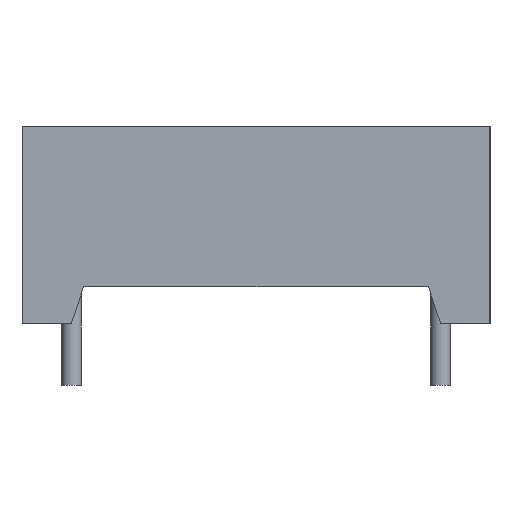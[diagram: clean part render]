
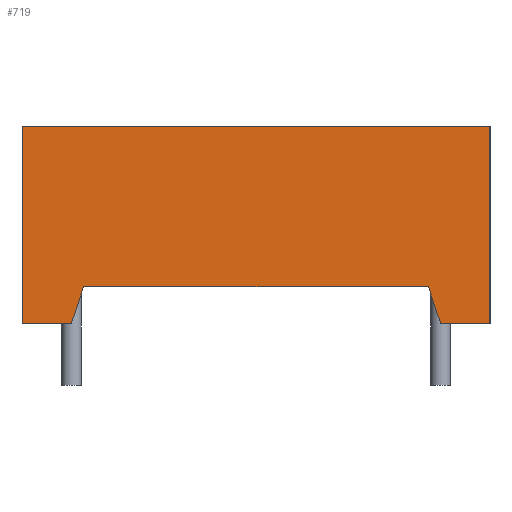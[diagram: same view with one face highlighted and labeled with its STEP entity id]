
A CAD part, left-side view. The second image highlights one B-rep face of the part: STEP entity #719.
In plain terms, the highlighted planar face has unit normal (-1, 0, 0).
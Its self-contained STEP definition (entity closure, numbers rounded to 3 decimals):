
#719=ADVANCED_FACE('',(#1939),#1941,.T.);
#1939=FACE_BOUND('',#1940,.T.);
#1940=EDGE_LOOP('',(#2903,#2904,#2905,#2906,#2907,#2908,#2909,#2910));
#1941=PLANE('',#1942);
#1942=AXIS2_PLACEMENT_3D('',#1943,#1944,#1945);
#1943=CARTESIAN_POINT('',(-12.5,9.5,0.));
#1944=DIRECTION('',(-1.,0.,0.));
#1945=DIRECTION('',(0.,-1.,0.));
#2903=ORIENTED_EDGE('',*,*,#3392,.T.);
#2904=ORIENTED_EDGE('',*,*,#3393,.T.);
#2905=ORIENTED_EDGE('',*,*,#3377,.T.);
#2906=ORIENTED_EDGE('',*,*,#3164,.F.);
#2907=ORIENTED_EDGE('',*,*,#3389,.F.);
#2908=ORIENTED_EDGE('',*,*,#3394,.T.);
#2909=ORIENTED_EDGE('',*,*,#3395,.T.);
#2910=ORIENTED_EDGE('',*,*,#3396,.T.);
#3164=EDGE_CURVE('',#3482,#3477,#3484,.T.);
#3377=EDGE_CURVE('',#3841,#3477,#3842,.T.);
#3389=EDGE_CURVE('',#3862,#3482,#3864,.T.);
#3392=EDGE_CURVE('',#3868,#3869,#3870,.F.);
#3393=EDGE_CURVE('',#3869,#3841,#3871,.T.);
#3394=EDGE_CURVE('',#3862,#3872,#3873,.T.);
#3395=EDGE_CURVE('',#3872,#3874,#3875,.F.);
#3396=EDGE_CURVE('',#3874,#3868,#3876,.F.);
#3477=VERTEX_POINT('',#4017);
#3482=VERTEX_POINT('',#4026);
#3484=LINE('',#4030,#4031);
#3841=VERTEX_POINT('',#4833);
#3842=LINE('',#4834,#4835);
#3862=VERTEX_POINT('',#4876);
#3864=LINE('',#4880,#4881);
#3868=VERTEX_POINT('',#4890);
#3869=VERTEX_POINT('',#4891);
#3870=LINE('',#4892,#4893);
#3871=LINE('',#4895,#4896);
#3872=VERTEX_POINT('',#4898);
#3873=LINE('',#4899,#4900);
#3874=VERTEX_POINT('',#4902);
#3875=LINE('',#4903,#4904);
#3876=LINE('',#4906,#4907);
#4017=CARTESIAN_POINT('',(-12.5,-9.5,8.));
#4026=CARTESIAN_POINT('',(-12.5,9.5,8.));
#4030=CARTESIAN_POINT('',(-12.5,9.5,8.));
#4031=VECTOR('',#4032,1.);
#4032=DIRECTION('',(0.,-1.,0.));
#4833=CARTESIAN_POINT('',(-12.5,-9.5,0.));
#4834=CARTESIAN_POINT('',(-12.5,-9.5,0.));
#4835=VECTOR('',#4836,1.);
#4836=DIRECTION('',(0.,0.,1.));
#4876=CARTESIAN_POINT('',(-12.5,9.5,0.));
#4880=CARTESIAN_POINT('',(-12.5,9.5,0.));
#4881=VECTOR('',#4882,1.);
#4882=DIRECTION('',(0.,0.,1.));
#4890=CARTESIAN_POINT('',(-12.5,-7.,1.5));
#4891=CARTESIAN_POINT('',(-12.5,-7.5,0.));
#4892=CARTESIAN_POINT('',(-12.5,-7.5,0.));
#4893=VECTOR('',#4894,1.);
#4894=DIRECTION('',(0.,0.316,0.949));
#4895=CARTESIAN_POINT('',(-12.5,-7.5,0.));
#4896=VECTOR('',#4897,1.);
#4897=DIRECTION('',(0.,-1.,0.));
#4898=CARTESIAN_POINT('',(-12.5,7.5,0.));
#4899=CARTESIAN_POINT('',(-12.5,9.5,0.));
#4900=VECTOR('',#4901,1.);
#4901=DIRECTION('',(0.,-1.,0.));
#4902=CARTESIAN_POINT('',(-12.5,7.,1.5));
#4903=CARTESIAN_POINT('',(-12.5,7.,1.5));
#4904=VECTOR('',#4905,1.);
#4905=DIRECTION('',(0.,0.316,-0.949));
#4906=CARTESIAN_POINT('',(-12.5,-7.,1.5));
#4907=VECTOR('',#4908,1.);
#4908=DIRECTION('',(0.,1.,0.));
